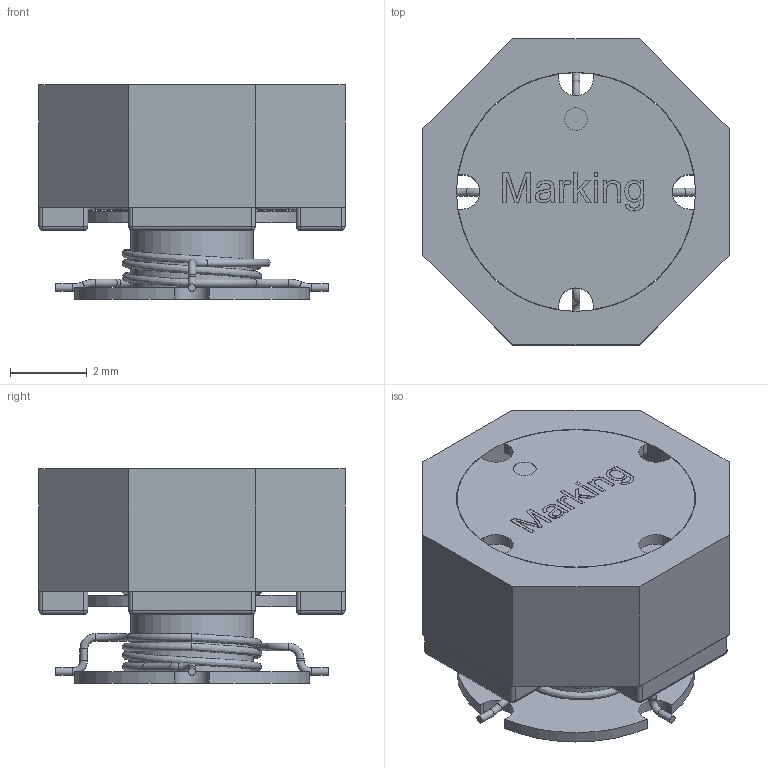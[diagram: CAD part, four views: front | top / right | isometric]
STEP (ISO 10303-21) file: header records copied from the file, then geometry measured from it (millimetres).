
FILE_DESCRIPTION( ( 'Unknown' ), '1' );
FILE_NAME( '7448944xxx.stp', 'Unknown', ( 'Unknown' ), ( 'Unknown' ), 'XStep 1.0', 'Unknown', ' ' );
FILE_SCHEMA( ( 'automotive_design' ) );
Length unit declared in the file: millimetre
Products named in the file (8): Assem1; Schirmring; Kern; pins
Bounding box: 8 x 8 x 5.6 mm (x, y, z)
Volume: 244.5 mm3; surface area: 821.3 mm2
Topology: 14 solids, 14 shells, 478 faces, 1134 edges, 684 vertices
Faces by surface type: plane 240, cylinder 124, torus 44, extrusion 32, sphere 32, bspline 6
Full cylindrical faces by diameter (mm): 0.2 x22, 0.6 x2, 3.2 x2, 6.25 x2
Entity records: 8884 total; most frequent: CARTESIAN_POINT 2383, ORIENTED_EDGE 1028, DIRECTION 1009, EDGE_CURVE 514, AXIS2_PLACEMENT_3D 376, VERTEX_POINT 341, EDGE_LOOP 293, FACE_OUTER_BOUND 275
